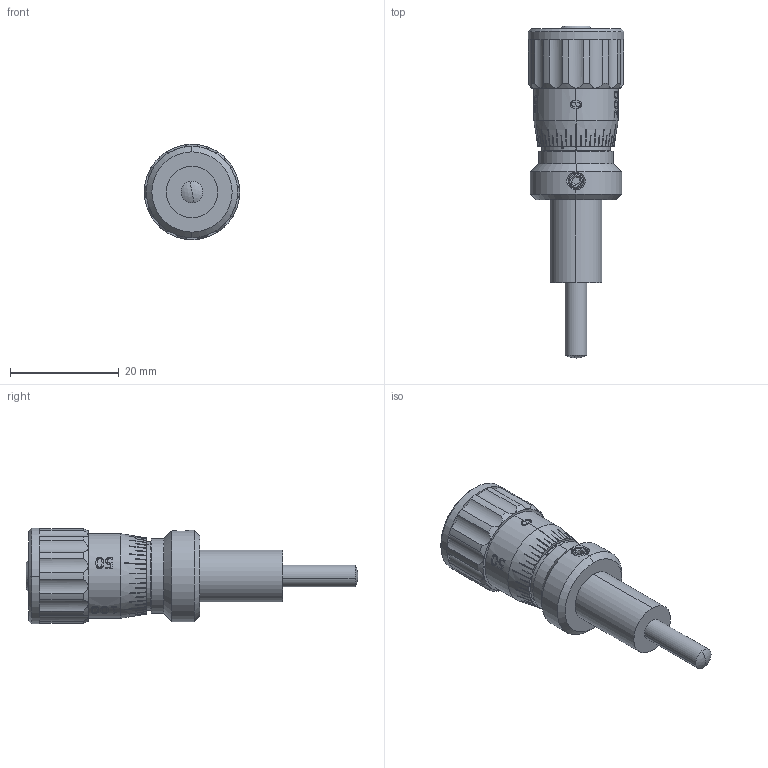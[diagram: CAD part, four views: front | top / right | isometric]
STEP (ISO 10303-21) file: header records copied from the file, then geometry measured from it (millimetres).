
FILE_DESCRIPTION (( 'STEP AP214' ), '1' );
FILE_NAME ('3129-E0W.STEP', '2013-01-31T14:32:30', ( 'Admin' ), ( 'Thorlabs, Inc.' ), 'SwSTEP 2.0', 'SolidWorks 2012', '' );
FILE_SCHEMA (( 'AUTOMOTIVE_DESIGN' ));
Length unit declared in the file: inch
Products named in the file (1): 3129-E0W
Bounding box: 17.52 x 60.96 x 17.52 mm (x, y, z)
Volume: 7046.3 mm3; surface area: 7713 mm2
Topology: 10 solids, 10 shells, 973 faces, 2644 edges, 1738 vertices
Faces by surface type: plane 479, bspline 248, cylinder 140, cone 98, torus 6, sphere 2
Entity records: 64456 total; most frequent: CARTESIAN_POINT 29139, ORIENTED_EDGE 5284, DIRECTION 3799, EDGE_CURVE 2642, VERTEX_POINT 1738, AXIS2_PLACEMENT_3D 1437, EDGE_LOOP 1038, B_SPLINE_CURVE_WITH_KNOTS 1006
